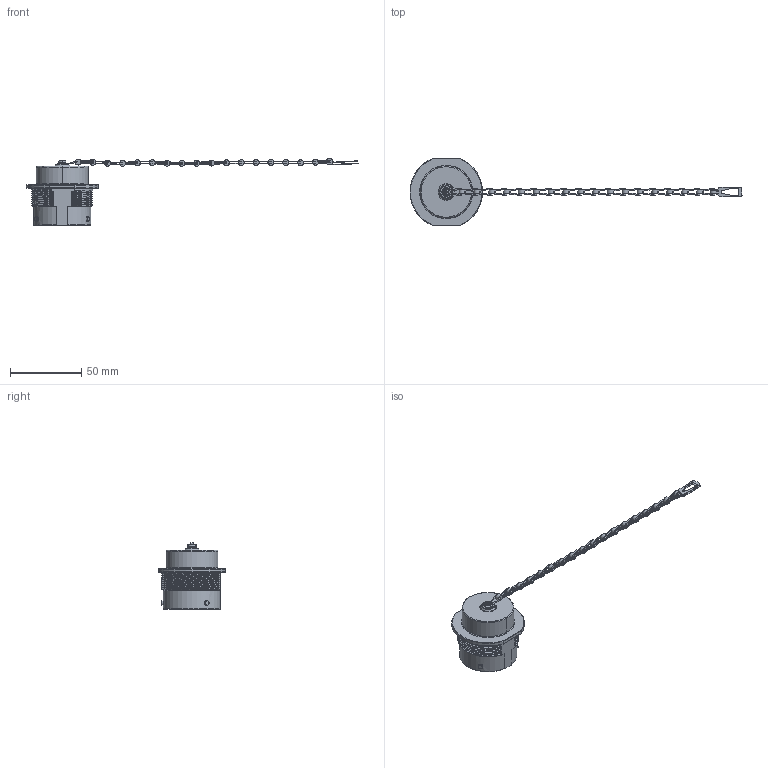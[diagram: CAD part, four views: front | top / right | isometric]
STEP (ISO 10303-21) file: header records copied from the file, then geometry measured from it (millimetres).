
FILE_DESCRIPTION((''),'2;1');
FILE_NAME('AHDC34-24_ASM','2018-08-16T',('wilber.liu'),(''),'PRO/ENGINEER BY PARAMETRIC TECHNOLOGY CORPORATION, 2013230','PRO/ENGINEER BY PARAMETRIC TECHNOLOGY CORPORATION, 2013230','');
FILE_SCHEMA(('CONFIG_CONTROL_DESIGN'));
Length unit declared in the file: millimetre
Products named in the file (1): AHDC34-24_ASM
Bounding box: 232.56 x 47.6 x 46.93 mm (x, y, z)
Volume: 18950.8 mm3; surface area: 17249.5 mm2
Topology: 1 solids, 3 shells, 961 faces, 2856 edges, 1876 vertices
Faces by surface type: plane 531, cylinder 339, bspline 46, torus 23, cone 20, extrusion 2
Entity records: 36945 total; most frequent: CARTESIAN_POINT 11917, ORIENTED_EDGE 5700, DIRECTION 4545, EDGE_CURVE 2856, VERTEX_POINT 1876, VECTOR 1703, LINE 1701, AXIS2_PLACEMENT_3D 1421
